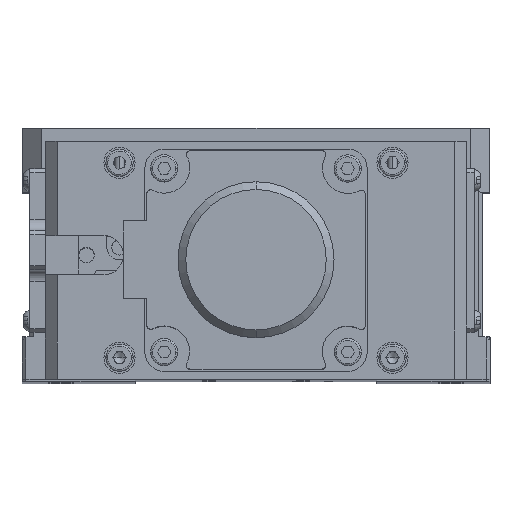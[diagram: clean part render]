
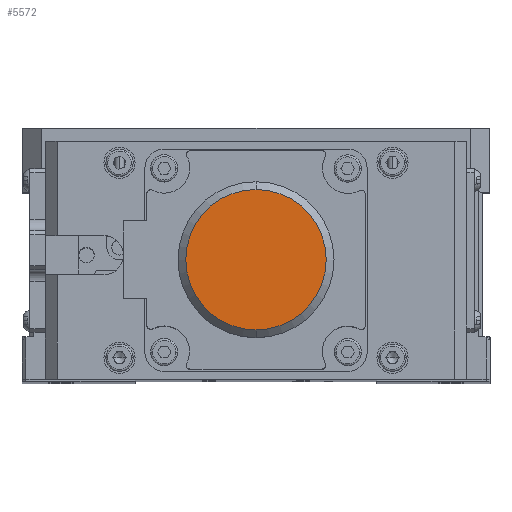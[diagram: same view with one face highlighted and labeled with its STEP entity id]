
A CAD part, top view. The second image highlights one B-rep face of the part: STEP entity #5572.
In plain terms, the highlighted planar face has unit normal (0, 0, 1).
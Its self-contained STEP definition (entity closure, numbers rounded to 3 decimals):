
#2406 = EDGE_CURVE ( 'NONE', #36986, #42690, #19015, .T. ) ;
#4521 = PLANE ( 'NONE',  #16972 ) ;
#5572 = ADVANCED_FACE ( 'NONE', ( #44074 ), #4521, .T. ) ;
#13347 = EDGE_LOOP ( 'NONE', ( #55852, #49535 ) ) ;
#16972 = AXIS2_PLACEMENT_3D ( 'NONE', #58361, #49684, #31694 ) ;
#18497 = CARTESIAN_POINT ( 'NONE',  ( 0., 31., 294.5 ) ) ;
#19015 = CIRCLE ( 'NONE', #35798, 18. ) ;
#23403 = AXIS2_PLACEMENT_3D ( 'NONE', #18497, #27585, #31710 ) ;
#27585 = DIRECTION ( 'NONE',  ( 0., 0., 1. ) ) ;
#27959 = CARTESIAN_POINT ( 'NONE',  ( 0., 49., 294.5 ) ) ;
#31694 = DIRECTION ( 'NONE',  ( 0., 1., 0. ) ) ;
#31710 = DIRECTION ( 'NONE',  ( 0., 1., 0. ) ) ;
#32666 = CIRCLE ( 'NONE', #23403, 18. ) ;
#35798 = AXIS2_PLACEMENT_3D ( 'NONE', #46239, #50800, #45849 ) ;
#36986 = VERTEX_POINT ( 'NONE', #52665 ) ;
#42690 = VERTEX_POINT ( 'NONE', #27959 ) ;
#43575 = EDGE_CURVE ( 'NONE', #42690, #36986, #32666, .T. ) ;
#44074 = FACE_OUTER_BOUND ( 'NONE', #13347, .T. ) ;
#45849 = DIRECTION ( 'NONE',  ( 0., 1., 0. ) ) ;
#46239 = CARTESIAN_POINT ( 'NONE',  ( 0., 31., 294.5 ) ) ;
#49535 = ORIENTED_EDGE ( 'NONE', *, *, #43575, .T. ) ;
#49684 = DIRECTION ( 'NONE',  ( 0., 0., 1. ) ) ;
#50800 = DIRECTION ( 'NONE',  ( 0., 0., 1. ) ) ;
#52665 = CARTESIAN_POINT ( 'NONE',  ( 0., 13., 294.5 ) ) ;
#55852 = ORIENTED_EDGE ( 'NONE', *, *, #2406, .T. ) ;
#58361 = CARTESIAN_POINT ( 'NONE',  ( 0., 31., 294.5 ) ) ;
